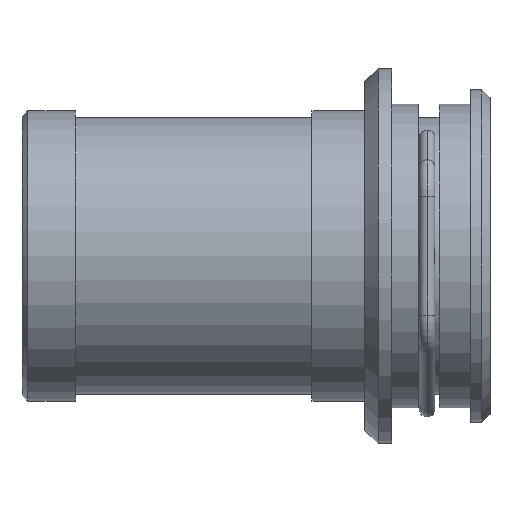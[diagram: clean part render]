
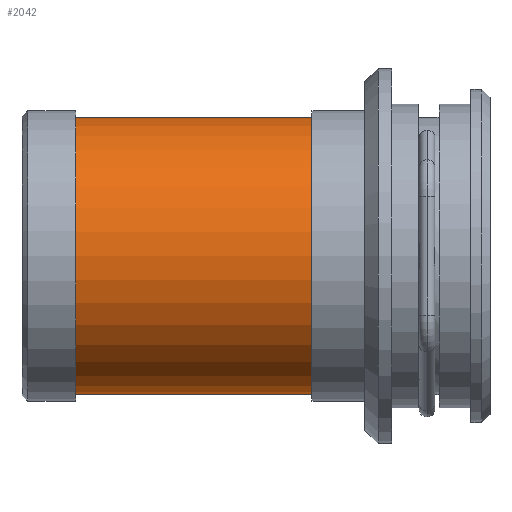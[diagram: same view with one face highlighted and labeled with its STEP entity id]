
A CAD part, top view. The second image highlights one B-rep face of the part: STEP entity #2042.
In plain terms, the highlighted cylindrical face has radius 5.256 mm (diameter 10.512 mm), a partial arc.
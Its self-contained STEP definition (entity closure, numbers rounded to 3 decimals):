
#1070=CARTESIAN_POINT('',(-10.994,0.,0.));
#1071=DIRECTION('',(1.,0.,0.));
#1072=DIRECTION('',(0.,1.,0.));
#1073=AXIS2_PLACEMENT_3D('',#1070,#1071,#1072);
#1075=DIRECTION('',(-1.,0.,0.));
#1076=VECTOR('',#1075,8.968);
#1077=CARTESIAN_POINT('',(-2.026,5.256,0.));
#1078=LINE('',#1077,#1076);
#1079=DIRECTION('',(-1.,0.,0.));
#1080=VECTOR('',#1079,8.968);
#1081=CARTESIAN_POINT('',(-2.026,-5.256,0.));
#1082=LINE('',#1081,#1080);
#1088=CARTESIAN_POINT('',(-2.026,0.,0.));
#1089=DIRECTION('',(1.,0.,0.));
#1090=DIRECTION('',(0.,1.,0.));
#1091=AXIS2_PLACEMENT_3D('',#1088,#1089,#1090);
#1359=CARTESIAN_POINT('',(-2.026,5.256,0.));
#1360=CARTESIAN_POINT('',(-10.994,5.256,0.));
#1361=VERTEX_POINT('',#1359);
#1362=VERTEX_POINT('',#1360);
#1379=CARTESIAN_POINT('',(-2.026,-5.256,0.));
#1380=CARTESIAN_POINT('',(-10.994,-5.256,0.));
#1381=VERTEX_POINT('',#1379);
#1382=VERTEX_POINT('',#1380);
#2030=CARTESIAN_POINT('',(-13.885,0.,0.));
#2031=DIRECTION('',(1.,0.,0.));
#2032=DIRECTION('',(0.,-1.,0.));
#2033=AXIS2_PLACEMENT_3D('',#2030,#2031,#2032);
#2034=CYLINDRICAL_SURFACE('',#2033,5.256);
#2035=ORIENTED_EDGE('',*,*,#2020,.F.);
#2037=ORIENTED_EDGE('',*,*,#2036,.T.);
#2038=ORIENTED_EDGE('',*,*,#2023,.T.);
#2039=ORIENTED_EDGE('',*,*,#2010,.F.);
#2040=EDGE_LOOP('',(#2035,#2037,#2038,#2039));
#2041=FACE_OUTER_BOUND('',#2040,.F.);
#2042=ADVANCED_FACE('',(#2041),#2034,.T.);
#1074=CIRCLE('',#1073,5.256);
#1092=CIRCLE('',#1091,5.256);
#2010=EDGE_CURVE('',#1362,#1382,#1074,.T.);
#2020=EDGE_CURVE('',#1361,#1362,#1078,.T.);
#2023=EDGE_CURVE('',#1381,#1382,#1082,.T.);
#2036=EDGE_CURVE('',#1361,#1381,#1092,.T.);
